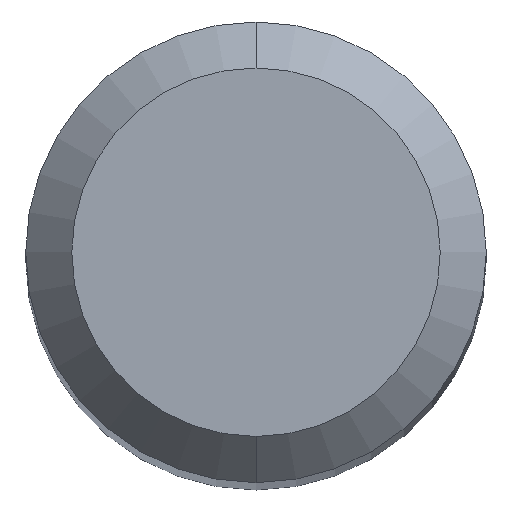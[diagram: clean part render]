
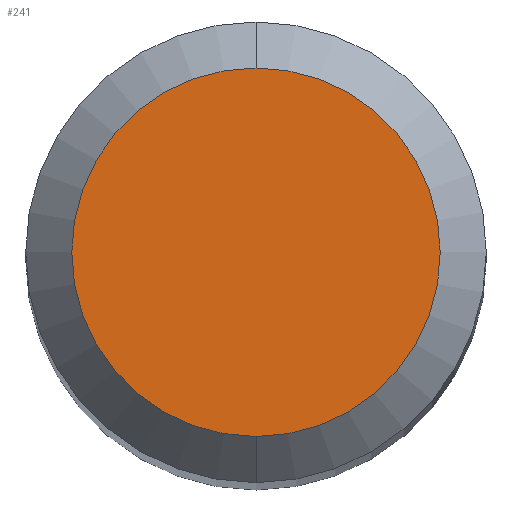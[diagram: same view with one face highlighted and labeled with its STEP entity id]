
A CAD part, top view. The second image highlights one B-rep face of the part: STEP entity #241.
In plain terms, the highlighted planar face has unit normal (0, 0, 1).
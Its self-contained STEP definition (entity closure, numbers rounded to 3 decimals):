
#241=ADVANCED_FACE('',(#555),#556,.T.);
#245=VERTEX_POINT('',#560);
#321=EDGE_CURVE('',#245,#455,#643,.T.);
#393=EDGE_CURVE('',#455,#245,#722,.T.);
#455=VERTEX_POINT('',#791);
#555=FACE_OUTER_BOUND('',#934,.T.);
#556=PLANE('',#935);
#560=CARTESIAN_POINT('',(0.,-1.2,0.0));
#643=CIRCLE('',#1152,1.2);
#722=CIRCLE('',#1310,1.2);
#791=CARTESIAN_POINT('',(0.0,1.2,0.0));
#934=EDGE_LOOP('',(#1524,#1525));
#935=AXIS2_PLACEMENT_3D('',#1526,#1527,#1528);
#1152=AXIS2_PLACEMENT_3D('',#1614,#1615,#1616);
#1310=AXIS2_PLACEMENT_3D('',#1710,#1711,#1712);
#1524=ORIENTED_EDGE('',*,*,#393,.F.);
#1525=ORIENTED_EDGE('',*,*,#321,.F.);
#1526=CARTESIAN_POINT('',(0.0,0.6,0.0));
#1527=DIRECTION('',(-0.0,0.0,1.0));
#1528=DIRECTION('',(0.0,-1.0,0.0));
#1614=CARTESIAN_POINT('',(0.0,0.0,0.0));
#1615=DIRECTION('',(0.0,0.0,-1.0));
#1616=DIRECTION('',(0.0,1.0,0.0));
#1710=CARTESIAN_POINT('',(0.0,0.0,0.0));
#1711=DIRECTION('',(0.0,0.0,-1.0));
#1712=DIRECTION('',(0.0,1.0,0.0));
